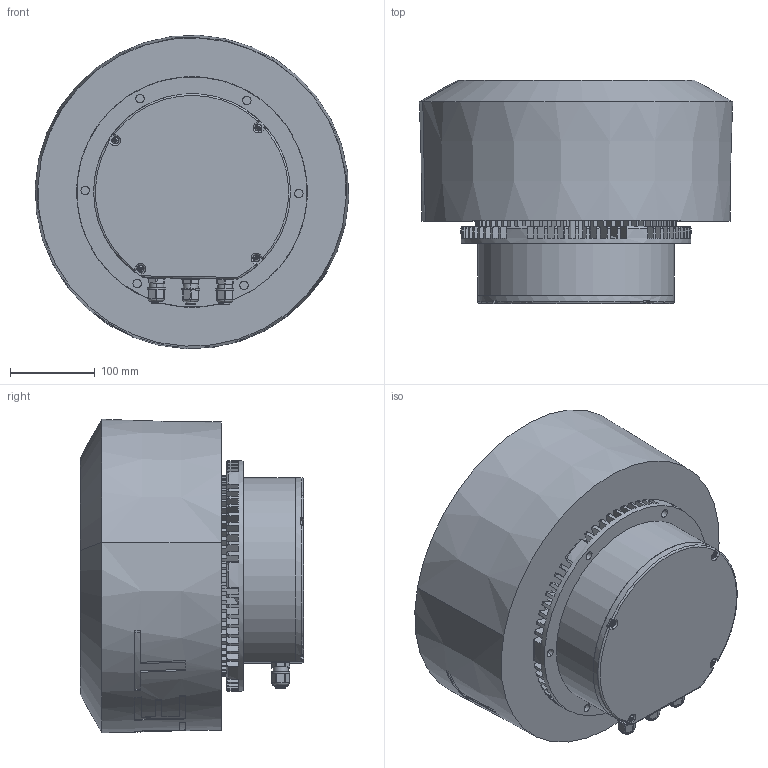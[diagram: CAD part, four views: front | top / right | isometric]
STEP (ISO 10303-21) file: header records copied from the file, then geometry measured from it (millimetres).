
FILE_DESCRIPTION((''),'2;1');
FILE_NAME('ASM0005_ASM','2025-11-17T14:38:06',('TF240017'),(''),'CREO PARAMETRIC BY PTC INC, 2020053','CREO PARAMETRIC BY PTC INC, 2020053','');
FILE_SCHEMA(('CONFIG_CONTROL_DESIGN'));
Length unit declared in the file: millimetre
Products named in the file (12): K201005970F-0_OD150_PILLOW_1__7; K201006010F-0_OD150_BOTTOM_PL_4; PRT0001_1_1_1_1_2_3_4_5; PRT0003_1_1_1_1_1_1_1_1; EC355_3_6K_20250926_ASM_1_1_A_4_ASM; PRT0004_1_1_1_1_1_1; ASM0001_ASM_1_ASM_1_ASM_1_ASM_8_ASM; EC355_3_6K_20251002_ASM_1_ASM_4_ASM; EC355_3_6K_20251003_ASM_1_ASM_3_ASM; CBAP535NH-10000-IJ9_REV00_251_4_ASM; CBAP535NH-10000-IJ9_REV00_251_5_ASM; ASM0005_ASM
Assembly tree (16 placements, depth 8):
  ASM0005_ASM
    CBAP535NH-10000-IJ9_REV00_251_5_ASM
      CBAP535NH-10000-IJ9_REV00_251_4_ASM
        EC355_3_6K_20251003_ASM_1_ASM_3_ASM
          EC355_3_6K_20251002_ASM_1_ASM_4_ASM
            ASM0001_ASM_1_ASM_1_ASM_1_ASM_8_ASM
              EC355_3_6K_20250926_ASM_1_1_A_4_ASM
                K201005970F-0_OD150_PILLOW_1__7
                K201006010F-0_OD150_BOTTOM_PL_4
                PRT0001_1_1_1_1_2_3_4_5
                PRT0003_1_1_1_1_1_1_1_1  x4
              PRT0004_1_1_1_1_1_1  x3
Bounding box: 369.85 x 263.22 x 369.85 mm (x, y, z)
Volume: 23688769.3 mm3; surface area: 842397.9 mm2
Topology: 10 solids, 10 shells, 1179 faces, 3559 edges, 2420 vertices
Faces by surface type: plane 585, cylinder 337, torus 166, cone 54, bspline 21, sphere 16
Entity records: 36721 total; most frequent: CARTESIAN_POINT 10352, ORIENTED_EDGE 5762, DIRECTION 5417, EDGE_CURVE 2881, AXIS2_PLACEMENT_3D 2079, VERTEX_POINT 1969, VECTOR 1259, LINE 1259
